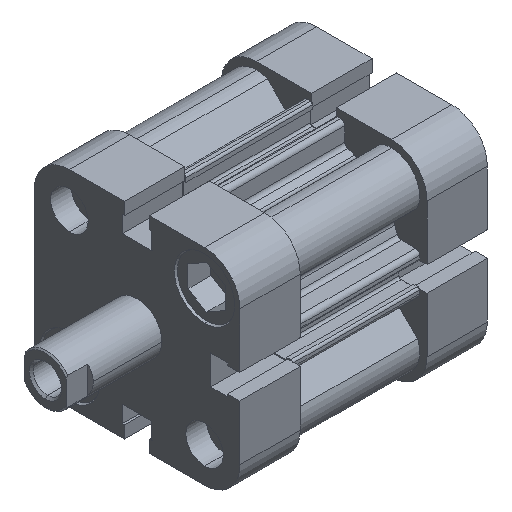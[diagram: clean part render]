
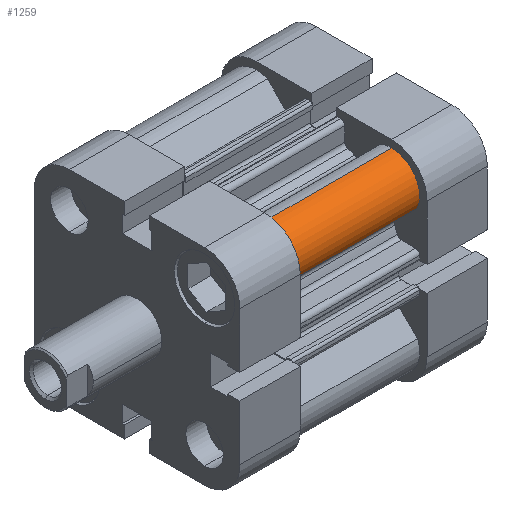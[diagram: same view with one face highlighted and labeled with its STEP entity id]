
A CAD part, isometric view. The second image highlights one B-rep face of the part: STEP entity #1259.
In plain terms, the highlighted cylindrical face has radius 6.75 mm (diameter 13.5 mm), a partial arc.
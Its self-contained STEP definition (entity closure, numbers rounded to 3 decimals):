
#28 = EDGE_CURVE ( 'NONE', #6481, #7786, #2568, .T. ) ;
#64 = EDGE_CURVE ( 'NONE', #7801, #7815, #2623, .T. ) ;
#512 = AXIS2_PLACEMENT_3D ( 'NONE', #7940, #7945, #7873 ) ;
#526 = AXIS2_PLACEMENT_3D ( 'NONE', #1469, #1448, #1482 ) ;
#859 = AXIS2_PLACEMENT_3D ( 'NONE', #4965, #4964, #4963 ) ;
#1259 = ADVANCED_FACE ( 'NONE', ( #4146 ), #4149, .T. ) ;
#1448 = DIRECTION ( 'NONE',  ( 0., 0., 1. ) ) ;
#1469 = CARTESIAN_POINT ( 'NONE',  ( -16.25, -16.25, 0. ) ) ;
#1482 = DIRECTION ( 'NONE',  ( -1., 0., 0. ) ) ;
#2081 = ORIENTED_EDGE ( 'NONE', *, *, #6173, .T. ) ;
#2082 = ORIENTED_EDGE ( 'NONE', *, *, #28, .F. ) ;
#2083 = ORIENTED_EDGE ( 'NONE', *, *, #6174, .F. ) ;
#2084 = ORIENTED_EDGE ( 'NONE', *, *, #64, .T. ) ;
#2320 = EDGE_LOOP ( 'NONE', ( #2082, #2081, #2084, #2083 ) ) ;
#2568 = CIRCLE ( 'NONE', #512, 6.75 ) ;
#2623 = CIRCLE ( 'NONE', #526, 6.75 ) ;
#4146 = FACE_OUTER_BOUND ( 'NONE', #2320, .T. ) ;
#4149 = CYLINDRICAL_SURFACE ( 'NONE', #859, 6.75 ) ;
#4356 = LINE ( 'NONE', #5378, #4358 ) ;
#4358 = VECTOR ( 'NONE', #5379, 1000. ) ;
#4362 = LINE ( 'NONE', #5380, #4363 ) ;
#4363 = VECTOR ( 'NONE', #5381, 1000. ) ;
#4963 = DIRECTION ( 'NONE',  ( -1., 0., 0. ) ) ;
#4964 = DIRECTION ( 'NONE',  ( 0., 0., -1. ) ) ;
#4965 = CARTESIAN_POINT ( 'NONE',  ( -16.25, -16.25, 30.5 ) ) ;
#5378 = CARTESIAN_POINT ( 'NONE',  ( -23., -16.25, 30.5 ) ) ;
#5379 = DIRECTION ( 'NONE',  ( 0., 0., -1. ) ) ;
#5380 = CARTESIAN_POINT ( 'NONE',  ( -13.633, -22.472, 30.5 ) ) ;
#5381 = DIRECTION ( 'NONE',  ( 0., 0., -1. ) ) ;
#5790 = CARTESIAN_POINT ( 'NONE',  ( -23., -16.25, 30.5 ) ) ;
#5861 = CARTESIAN_POINT ( 'NONE',  ( -13.633, -22.472, 30.5 ) ) ;
#5871 = CARTESIAN_POINT ( 'NONE',  ( -23., -16.25, 0. ) ) ;
#5881 = CARTESIAN_POINT ( 'NONE',  ( -13.633, -22.472, 0. ) ) ;
#6173 = EDGE_CURVE ( 'NONE', #6481, #7801, #4356, .T. ) ;
#6174 = EDGE_CURVE ( 'NONE', #7786, #7815, #4362, .T. ) ;
#6481 = VERTEX_POINT ( 'NONE', #5790 ) ;
#7786 = VERTEX_POINT ( 'NONE', #5861 ) ;
#7801 = VERTEX_POINT ( 'NONE', #5871 ) ;
#7815 = VERTEX_POINT ( 'NONE', #5881 ) ;
#7873 = DIRECTION ( 'NONE',  ( -1., 0., 0. ) ) ;
#7940 = CARTESIAN_POINT ( 'NONE',  ( -16.25, -16.25, 30.5 ) ) ;
#7945 = DIRECTION ( 'NONE',  ( 0., 0., 1. ) ) ;
